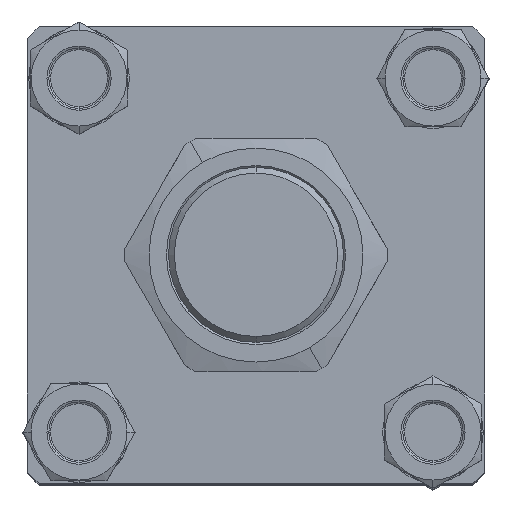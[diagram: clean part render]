
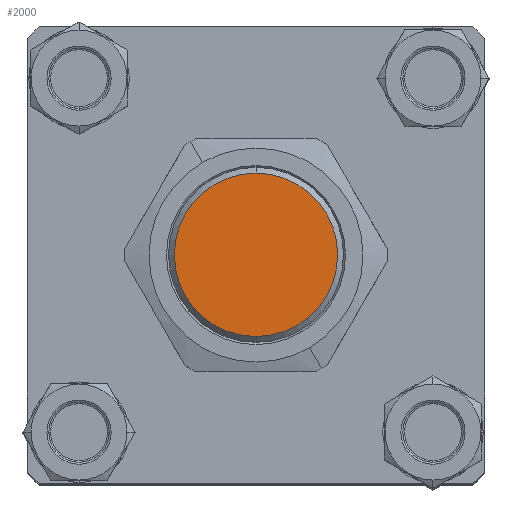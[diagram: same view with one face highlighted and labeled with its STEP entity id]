
A CAD part, top view. The second image highlights one B-rep face of the part: STEP entity #2000.
In plain terms, the highlighted planar face has unit normal (0, 0, 1).
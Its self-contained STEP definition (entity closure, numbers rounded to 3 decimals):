
#61 = ORIENTED_EDGE ( 'NONE', *, *, #1754, .T. ) ;
#193 = CIRCLE ( 'NONE', #5378, 42. ) ;
#317 = ORIENTED_EDGE ( 'NONE', *, *, #1830, .T. ) ;
#522 = CIRCLE ( 'NONE', #5412, 42. ) ;
#1136 = VERTEX_POINT ( 'NONE', #3585 ) ;
#1334 = DIRECTION ( 'NONE',  ( 1., 0., 0. ) ) ;
#1335 = DIRECTION ( 'NONE',  ( 0., 0., 1. ) ) ;
#1360 = VERTEX_POINT ( 'NONE', #3638 ) ;
#1369 = CARTESIAN_POINT ( 'NONE',  ( 0., 0., 435. ) ) ;
#1552 = EDGE_LOOP ( 'NONE', ( #317, #61 ) ) ;
#1754 = EDGE_CURVE ( 'NONE', #1136, #1360, #522, .T. ) ;
#1830 = EDGE_CURVE ( 'NONE', #1360, #1136, #193, .T. ) ;
#2000 = ADVANCED_FACE ( 'NONE', ( #3399 ), #5615, .T. ) ;
#3399 = FACE_OUTER_BOUND ( 'NONE', #1552, .T. ) ;
#3585 = CARTESIAN_POINT ( 'NONE',  ( 42., 0., 435. ) ) ;
#3638 = CARTESIAN_POINT ( 'NONE',  ( -42., 0., 435. ) ) ;
#4781 = AXIS2_PLACEMENT_3D ( 'NONE', #5610, #5619, #5620 ) ;
#5378 = AXIS2_PLACEMENT_3D ( 'NONE', #1369, #1335, #1334 ) ;
#5412 = AXIS2_PLACEMENT_3D ( 'NONE', #7067, #7066, #7065 ) ;
#5610 = CARTESIAN_POINT ( 'NONE',  ( 0., 0., 435. ) ) ;
#5615 = PLANE ( 'NONE',  #4781 ) ;
#5619 = DIRECTION ( 'NONE',  ( 0., 0., 1. ) ) ;
#5620 = DIRECTION ( 'NONE',  ( 1., 0., 0. ) ) ;
#7065 = DIRECTION ( 'NONE',  ( 1., 0., 0. ) ) ;
#7066 = DIRECTION ( 'NONE',  ( 0., 0., 1. ) ) ;
#7067 = CARTESIAN_POINT ( 'NONE',  ( 0., 0., 435. ) ) ;
